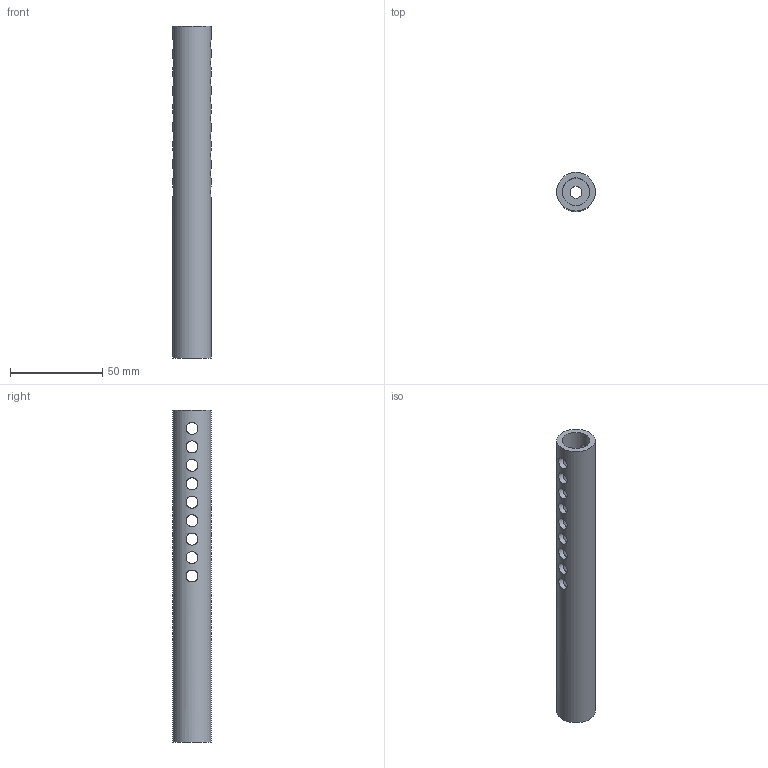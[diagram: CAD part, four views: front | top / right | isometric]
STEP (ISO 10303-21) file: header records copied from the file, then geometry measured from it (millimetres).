
FILE_DESCRIPTION(/* description */ (''),/* implementation_level */ '2;1');
FILE_NAME(/* name */ 'External Post.step',/* time_stamp */ '2025-11-06T16:32:06Z',/* author */ (''),/* organization */ (''),/* preprocessor_version */ 'ST-DEVELOPER v20.1',/* originating_system */ 'Autodesk Translation Framework v14.17.0.0',/* authorisation */ '');
FILE_SCHEMA (('AUTOMOTIVE_DESIGN { 1 0 10303 214 3 1 1 }'));
Length unit declared in the file: millimetre
Products named in the file (2): External Post; Component1
Assembly tree (1 placements, depth 2):
  External Post
    Component1
Bounding box: 21 x 21 x 180 mm (x, y, z)
Volume: 30148.2 mm3; surface area: 20643 mm2
Topology: 1 solids, 1 shells, 24 faces, 153 edges, 114 vertices
Faces by surface type: cylinder 21, plane 3
Full cylindrical faces by diameter (mm): 6.5 x19, 15 x1, 21 x1
Entity records: 2644 total; most frequent: CARTESIAN_POINT 1554, ORIENTED_EDGE 306, EDGE_CURVE 153, VERTEX_POINT 114, B_SPLINE_CURVE_WITH_KNOTS 108, DIRECTION 105, EDGE_LOOP 45, LINE 39
